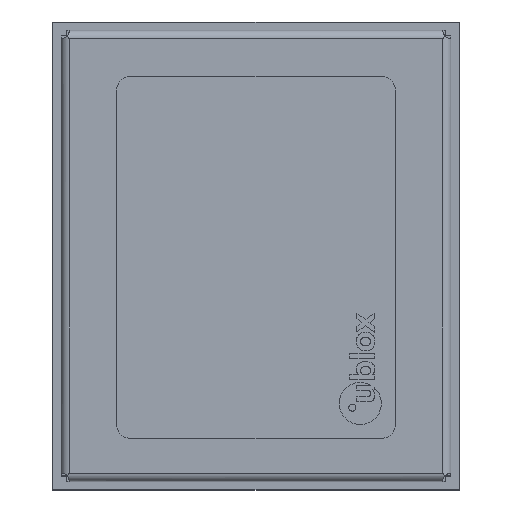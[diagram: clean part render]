
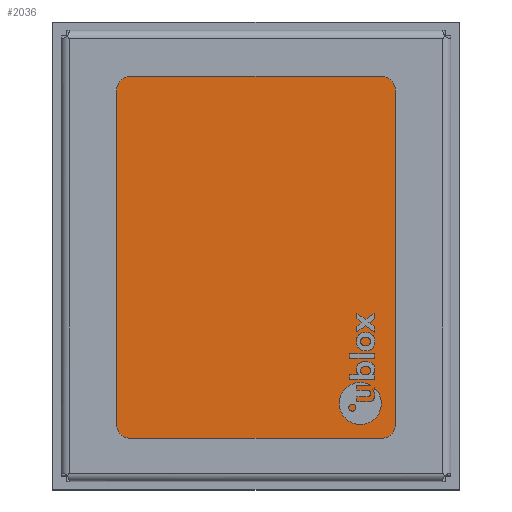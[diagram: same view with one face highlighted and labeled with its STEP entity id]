
A CAD part, top view. The second image highlights one B-rep face of the part: STEP entity #2036.
In plain terms, the highlighted planar face has unit normal (0, 0, 1).
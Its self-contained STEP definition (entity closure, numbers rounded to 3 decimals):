
#1821 = VERTEX_POINT('',#1822);
#1822 = CARTESIAN_POINT('',(-4.,-3.5,0.1));
#1828 = EDGE_CURVE('',#1829,#1821,#1831,.T.);
#1829 = VERTEX_POINT('',#1830);
#1830 = CARTESIAN_POINT('',(-4.,5.5,0.1));
#1831 = LINE('',#1832,#1833);
#1832 = CARTESIAN_POINT('',(-4.,4.,0.1));
#1833 = VECTOR('',#1834,1.);
#1834 = DIRECTION('',(0.,-1.,0.));
#1850 = EDGE_CURVE('',#1851,#1853,#1855,.T.);
#1851 = VERTEX_POINT('',#1852);
#1852 = CARTESIAN_POINT('',(9.,5.5,0.1));
#1853 = VERTEX_POINT('',#1854);
#1854 = CARTESIAN_POINT('',(8.5,6.,0.1));
#1855 = CIRCLE('',#1856,0.5);
#1856 = AXIS2_PLACEMENT_3D('',#1857,#1858,#1859);
#1857 = CARTESIAN_POINT('',(8.5,5.5,0.1));
#1858 = DIRECTION('',(0.,0.,1.));
#1859 = DIRECTION('',(1.,0.,0.));
#1892 = EDGE_CURVE('',#1853,#1893,#1895,.T.);
#1893 = VERTEX_POINT('',#1894);
#1894 = CARTESIAN_POINT('',(-3.5,6.,0.1));
#1895 = LINE('',#1896,#1897);
#1896 = CARTESIAN_POINT('',(-4.,6.,0.1));
#1897 = VECTOR('',#1898,1.);
#1898 = DIRECTION('',(-1.,0.,0.));
#1973 = EDGE_CURVE('',#1974,#1976,#1978,.T.);
#1974 = VERTEX_POINT('',#1975);
#1975 = CARTESIAN_POINT('',(-3.5,-4.,0.1));
#1976 = VERTEX_POINT('',#1977);
#1977 = CARTESIAN_POINT('',(8.5,-4.,0.1));
#1978 = LINE('',#1979,#1980);
#1979 = CARTESIAN_POINT('',(-4.,-4.,0.1));
#1980 = VECTOR('',#1981,1.);
#1981 = DIRECTION('',(1.,0.,0.));
#2004 = EDGE_CURVE('',#1821,#1974,#2005,.T.);
#2005 = CIRCLE('',#2006,0.5);
#2006 = AXIS2_PLACEMENT_3D('',#2007,#2008,#2009);
#2007 = CARTESIAN_POINT('',(-3.5,-3.5,0.1));
#2008 = DIRECTION('',(0.,0.,1.));
#2009 = DIRECTION('',(1.,0.,0.));
#2022 = EDGE_CURVE('',#1893,#1829,#2023,.T.);
#2023 = CIRCLE('',#2024,0.5);
#2024 = AXIS2_PLACEMENT_3D('',#2025,#2026,#2027);
#2025 = CARTESIAN_POINT('',(-3.5,5.5,0.1));
#2026 = DIRECTION('',(0.,0.,1.));
#2027 = DIRECTION('',(1.,0.,0.));
#2036 = ADVANCED_FACE('',(#2037),#2060,.T.);
#2037 = FACE_BOUND('',#2038,.T.);
#2038 = EDGE_LOOP('',(#2039,#2040,#2041,#2042,#2043,#2052,#2058,#2059));
#2039 = ORIENTED_EDGE('',*,*,#2022,.T.);
#2040 = ORIENTED_EDGE('',*,*,#1828,.T.);
#2041 = ORIENTED_EDGE('',*,*,#2004,.T.);
#2042 = ORIENTED_EDGE('',*,*,#1973,.T.);
#2043 = ORIENTED_EDGE('',*,*,#2044,.T.);
#2044 = EDGE_CURVE('',#1976,#2045,#2047,.T.);
#2045 = VERTEX_POINT('',#2046);
#2046 = CARTESIAN_POINT('',(9.,-3.5,0.1));
#2047 = CIRCLE('',#2048,0.5);
#2048 = AXIS2_PLACEMENT_3D('',#2049,#2050,#2051);
#2049 = CARTESIAN_POINT('',(8.5,-3.5,0.1));
#2050 = DIRECTION('',(0.,0.,1.));
#2051 = DIRECTION('',(1.,0.,0.));
#2052 = ORIENTED_EDGE('',*,*,#2053,.T.);
#2053 = EDGE_CURVE('',#2045,#1851,#2054,.T.);
#2054 = LINE('',#2055,#2056);
#2055 = CARTESIAN_POINT('',(9.,4.,0.1));
#2056 = VECTOR('',#2057,1.);
#2057 = DIRECTION('',(0.,1.,0.));
#2058 = ORIENTED_EDGE('',*,*,#1850,.T.);
#2059 = ORIENTED_EDGE('',*,*,#1892,.T.);
#2060 = PLANE('',#2061);
#2061 = AXIS2_PLACEMENT_3D('',#2062,#2063,#2064);
#2062 = CARTESIAN_POINT('',(0.,0.,0.1));
#2063 = DIRECTION('',(0.,0.,1.));
#2064 = DIRECTION('',(1.,0.,0.));
